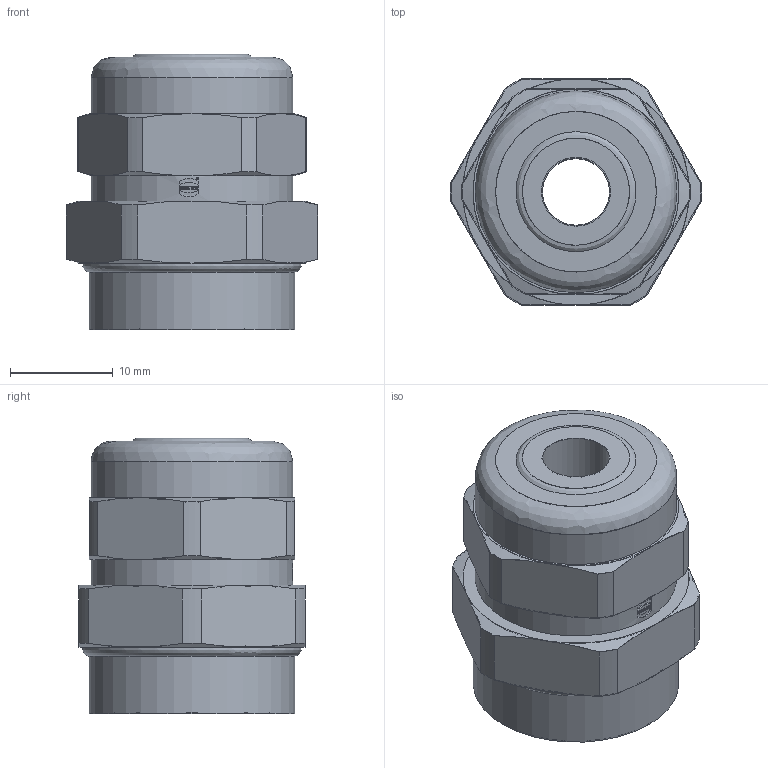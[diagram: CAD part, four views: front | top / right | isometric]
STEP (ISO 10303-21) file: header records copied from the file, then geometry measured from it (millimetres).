
FILE_DESCRIPTION(/* description */ (''),/* implementation_level */ '2;1');
FILE_NAME(/* name */ '100223279ugm000_d.stp',/* time_stamp */ '2019-01-23T16:45:12+01:00',/* author */ (''),/* organization */ (''),/* preprocessor_version */ 'ST-DEVELOPER v16.7',/* originating_system */ 'SIEMENS PLM Software NX 12.0',/* authorisation */ '');
FILE_SCHEMA (('AUTOMOTIVE_DESIGN { 1 0 10303 214 3 1 1 1 }'));
Length unit declared in the file: millimetre
Products named in the file (1): 100223279ugm000_d
Bounding box: 24.39 x 22 x 26.8 mm (x, y, z)
Surface area: 6085.4 mm2
Topology: 2 solids, 2 shells, 226 faces, 662 edges, 559 vertices
Faces by surface type: plane 113, bspline 54, cylinder 47, extrusion 12
Full cylindrical faces by diameter (mm): 6.5 x1, 6.7 x1, 19.4 x2, 19.6 x2, 19.8 x1, 20 x1
Entity records: 13238 total; most frequent: CARTESIAN_POINT 6217, ORIENTED_EDGE 1096, DIRECTION 1035, EDGE_CURVE 548, AXIS2_PLACEMENT_3D 368, VERTEX_POINT 367, VECTOR 299, LINE 287
